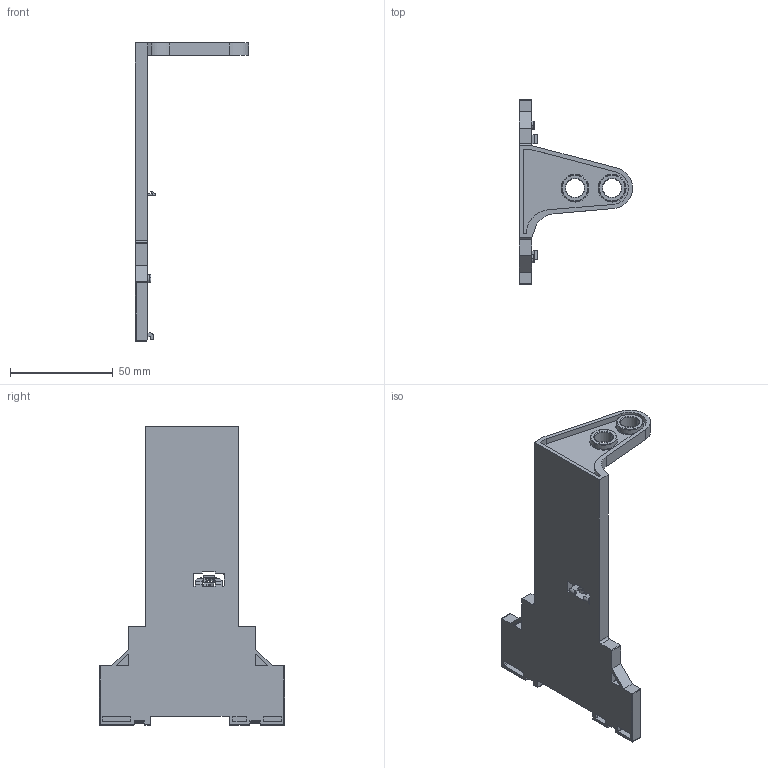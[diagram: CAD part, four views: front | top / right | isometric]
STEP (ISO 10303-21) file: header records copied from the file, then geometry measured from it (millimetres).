
FILE_DESCRIPTION(('FreeCAD Model'),'2;1');
FILE_NAME('3D-KT5-SHS.step', '2020-05-04T09:51:41',('Author'),(''), 'Open CASCADE STEP processor 7.2','FreeCAD','Unknown');
FILE_SCHEMA(('AUTOMOTIVE_DESIGN { 1 0 10303 214 1 1 1 1 }'));
Length unit declared in the file: millimetre
Products named in the file (1): 10004753987
Bounding box: 54.96 x 90 x 145 mm (x, y, z)
Volume: 28917 mm3; surface area: 29497.9 mm2
Topology: 1 solids, 1 shells, 506 faces, 1376 edges, 908 vertices
Faces by surface type: plane 276, cylinder 214, torus 16
Entity records: 35378 total; most frequent: CARTESIAN_POINT 7769, DIRECTION 5244, LINE 3183, VECTOR 3183, ORIENTED_EDGE 2752, PCURVE 2752, DEFINITIONAL_REPRESENTATION 2752, EDGE_CURVE 1376
